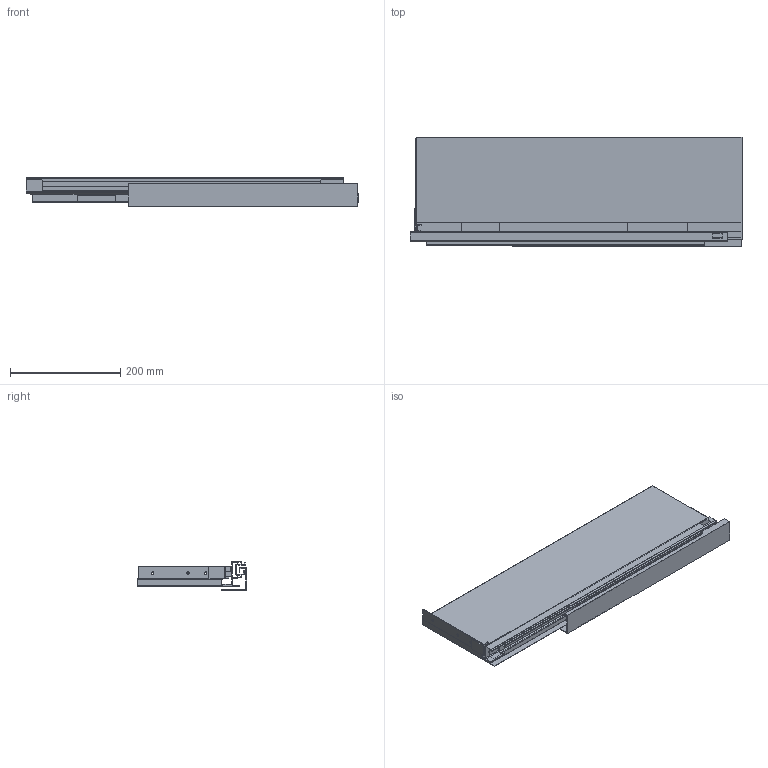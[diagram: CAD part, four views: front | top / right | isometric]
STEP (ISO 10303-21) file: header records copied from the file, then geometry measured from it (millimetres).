
FILE_DESCRIPTION (( 'STEP AP214' ), '1' );
FILE_NAME ('F000203,F000237-CLOSED_RIGHT_3D.step', '2022-10-10T14:41:28', ( '' ), ( '' ), 'SwSTEP 2.0', 'SolidWorks 2020', '' );
FILE_SCHEMA (( 'AUTOMOTIVE_DESIGN' ));
Length unit declared in the file: millimetre
Products named in the file (6): F000203,F000237-CLOSED_RIGHT_3D; RiexTrack Bocnice-600-H185-PRAVA; NU70,NU80-600-STREDNI; NU70,NU80-600-VNITRNI_PRAVY; RiexTrack-550,600-VNEJSI-PRAVY; RiexTrack-600_CLOSED_RIGHT_3D
Assembly tree (5 placements, depth 3):
  F000203,F000237-CLOSED_RIGHT_3D
    RiexTrack-600_CLOSED_RIGHT_3D
      RiexTrack-550,600-VNEJSI-PRAVY
      NU70,NU80-600-STREDNI
      NU70,NU80-600-VNITRNI_PRAVY
    RiexTrack Bocnice-600-H185-PRAVA
Bounding box: 601.5 x 198.5 x 51.7 mm (x, y, z)
Volume: 344675.5 mm3; surface area: 699378.3 mm2
Topology: 8 solids, 8 shells, 324 faces, 843 edges, 536 vertices
Faces by surface type: plane 154, cylinder 99, cone 71
Entity records: 10305 total; most frequent: DIRECTION 1783, CARTESIAN_POINT 1712, ORIENTED_EDGE 1686, EDGE_CURVE 843, AXIS2_PLACEMENT_3D 607, VECTOR 569, LINE 569, VERTEX_POINT 536
